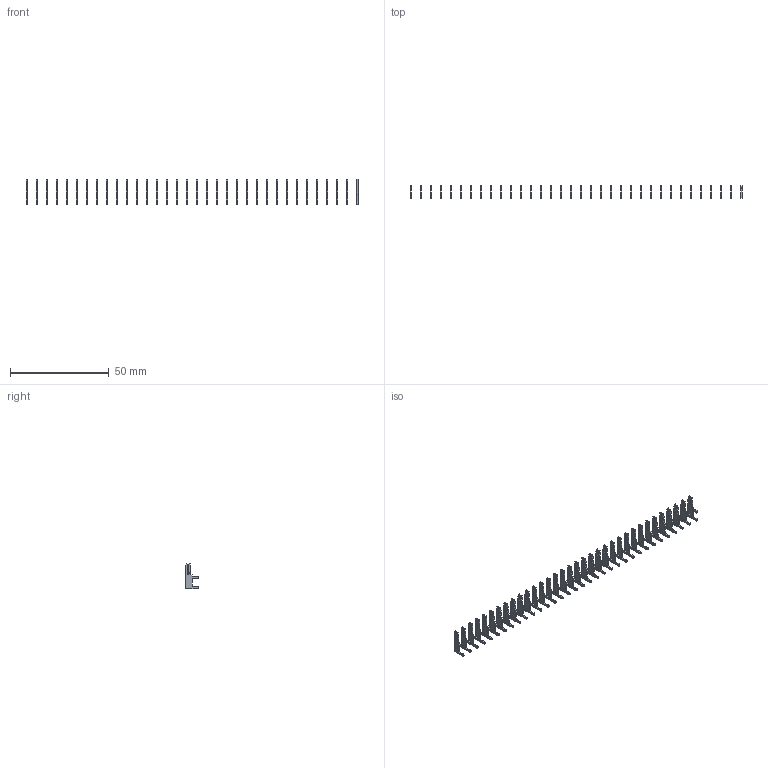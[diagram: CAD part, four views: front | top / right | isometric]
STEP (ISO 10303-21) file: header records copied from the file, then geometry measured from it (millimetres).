
FILE_DESCRIPTION (( 'STEP AP203' ), '1' );
FILE_NAME ('105-034-203-200.STEP', '2020-08-29T23:42:37', ( '' ), ( '' ), 'SwSTEP 2.0', 'SolidWorks 2020', '' );
FILE_SCHEMA (( 'CONFIG_CONTROL_DESIGN' ));
Length unit declared in the file: inch
Products named in the file (2): 105-034-203-200; 100-290-001_100-290-203
Assembly tree (34 placements, depth 2):
  105-034-203-200
    100-290-001_100-290-203  x34
Bounding box: 168.24 x 6.53 x 12.7 mm (x, y, z)
Volume: 858.4 mm3; surface area: 3934.4 mm2
Topology: 34 solids, 34 shells, 952 faces, 2652 edges, 1768 vertices
Faces by surface type: plane 714, cylinder 238
Entity records: 2152 total; most frequent: DIRECTION 218, CARTESIAN_POINT 207, ORIENTED_EDGE 156, AXIS2_PLACEMENT_3D 79, COORDINATED_UNIVERSAL_TIME_OFFSET 78, CALENDAR_DATE 78, DATE_AND_TIME 78, EDGE_CURVE 78
